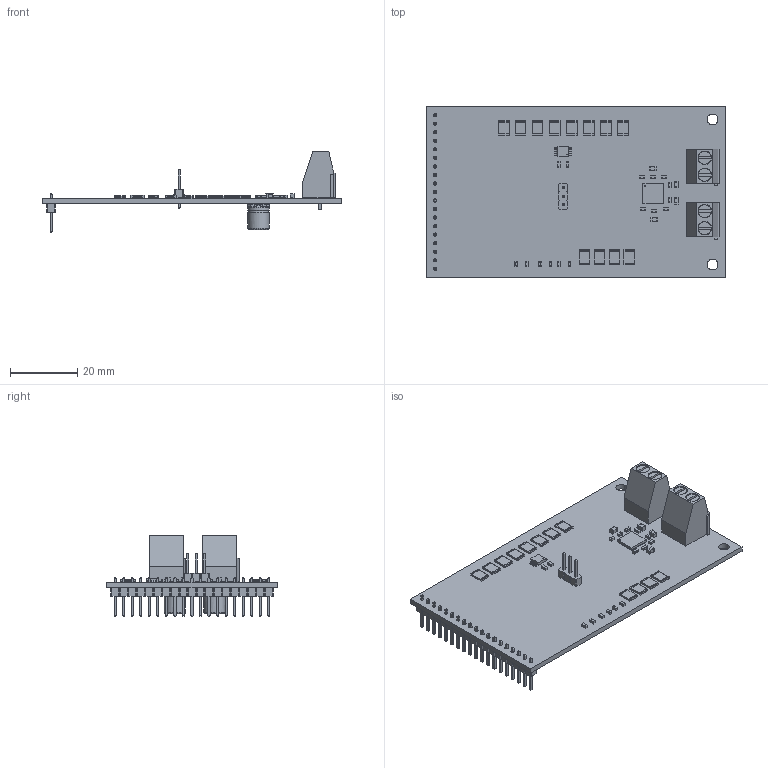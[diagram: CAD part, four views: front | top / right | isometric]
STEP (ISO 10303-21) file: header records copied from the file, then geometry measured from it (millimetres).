
FILE_DESCRIPTION(('KiCad electronic assembly'),'2;1');
FILE_NAME('SSM3582_v02.step','2024-04-02T19:58:07',('Pcbnew'),('Kicad'), 'Open CASCADE STEP processor 7.7','KiCad to STEP converter','Unknown' );
FILE_SCHEMA(('AUTOMOTIVE_DESIGN { 1 0 10303 214 1 1 1 1 }'));
Length unit declared in the file: millimetre
Products named in the file (20): SSM3582_v02 1; C_0603_1608Metric; R_1812_4532Metric; C_0805_2012Metric; SOT505-1_NXP; part; CP_40_7_ADI; TerminalBlock_Phoenix_MKDS-1,5-2-5.08_1x02_P5.08mm_Horizontal; TerminalBlock_Phoenix_MKDS_15_2_508_1x02_P508mm_Horizontal; PinHeader_1x03_P2.54mm_Vertical; PinHeader_1x03_P254mm_Vertical; CP_Elec_6.3x7.7; CP_Elec_63x77; PinHeader_1x19_P2.54mm_Vertical; PinHeader_1x19_P254mm_Vertical; SSM3582_v02 PCB
Assembly tree (50 placements, depth 3):
  SSM3582_v02 1
    C_0603_1608Metric  x16
      C_0603_1608Metric
    R_1812_4532Metric  x12
      R_1812_4532Metric
    C_0805_2012Metric  x4
      C_0805_2012Metric
    SOT505-1_NXP
      part
    CP_40_7_ADI
      part
    TerminalBlock_Phoenix_MKDS-1,5-2-5.08_1x02_P5.08mm_Horizontal  x2
      TerminalBlock_Phoenix_MKDS_15_2_508_1x02_P508mm_Horizontal
    PinHeader_1x03_P2.54mm_Vertical
      PinHeader_1x03_P254mm_Vertical
    CP_Elec_6.3x7.7  x2
      CP_Elec_63x77
    PinHeader_1x19_P2.54mm_Vertical
      PinHeader_1x19_P254mm_Vertical
    SSM3582_v02 PCB
Bounding box: 88.9 x 50.8 x 24.04 mm (x, y, z)
Volume: 10274.7 mm3; surface area: 14721.2 mm2
Topology: 92 solids, 92 shells, 2078 faces, 5106 edges, 3306 vertices
Faces by surface type: plane 1622, cylinder 426, bspline 20, torus 8, revolution 2
Full cylindrical faces by diameter (mm): 0.155 x1, 0.305 x1, 1 x22, 1.3 x4, 3.2 x2, 3.8 x4, 4 x4, 6.3 x4
Entity records: 77348 total; most frequent: CARTESIAN_POINT 12489, DIRECTION 10671, LINE 7648, VECTOR 7648, ORIENTED_EDGE 5468, PCURVE 5468, DEFINITIONAL_REPRESENTATION 5468, EDGE_CURVE 2734
